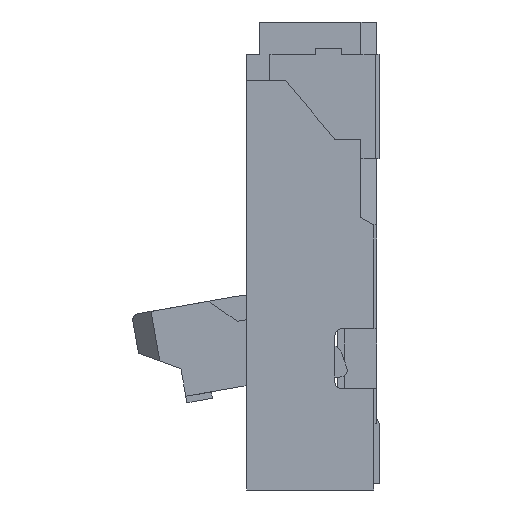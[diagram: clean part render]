
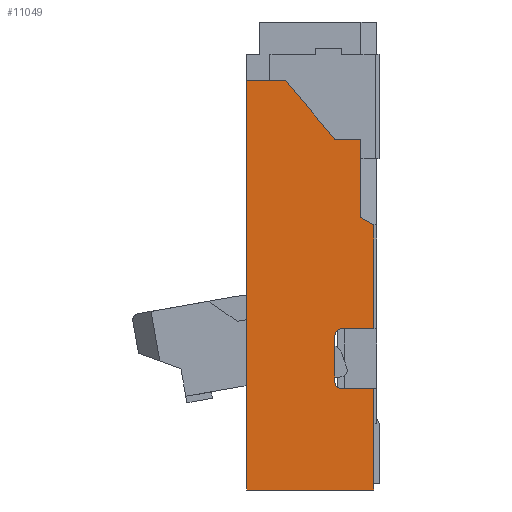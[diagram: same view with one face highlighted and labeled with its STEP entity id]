
A CAD part, left-side view. The second image highlights one B-rep face of the part: STEP entity #11049.
In plain terms, the highlighted planar face has unit normal (-1, 0, 0).
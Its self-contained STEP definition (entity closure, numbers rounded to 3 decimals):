
#1760=DIRECTION('',(0.,-0.643,-0.766));
#1761=VECTOR('',#1760,0.591);
#1762=CARTESIAN_POINT('',(-2.85,0.7,-0.45));
#1763=LINE('',#1762,#1761);
#1764=DIRECTION('',(0.,-1.,0.));
#1765=VECTOR('',#1764,0.2);
#1766=CARTESIAN_POINT('',(-2.85,0.32,-0.903));
#1767=LINE('',#1766,#1765);
#1768=DIRECTION('',(0.,0.,-1.));
#1769=VECTOR('',#1768,0.6);
#1770=CARTESIAN_POINT('',(-2.85,0.12,-0.903));
#1771=LINE('',#1770,#1769);
#1772=DIRECTION('',(0.,-0.866,-0.5));
#1773=VECTOR('',#1772,0.115);
#1774=CARTESIAN_POINT('',(-2.85,0.12,-1.503));
#1775=LINE('',#1774,#1773);
#1776=DIRECTION('',(0.,0.,-1.));
#1777=VECTOR('',#1776,0.799);
#1778=CARTESIAN_POINT('',(-2.85,0.02,-1.561));
#1779=LINE('',#1778,#1777);
#1780=DIRECTION('',(0.,1.,0.));
#1781=VECTOR('',#1780,0.25);
#1782=CARTESIAN_POINT('',(-2.85,0.02,-2.36));
#1783=LINE('',#1782,#1781);
#1784=CARTESIAN_POINT('',(-2.85,0.27,-2.41));
#1785=DIRECTION('',(-1.,0.,0.));
#1786=DIRECTION('',(0.,0.,1.));
#1787=AXIS2_PLACEMENT_3D('',#1784,#1785,#1786);
#1789=DIRECTION('',(0.,0.,-1.));
#1790=VECTOR('',#1789,0.36);
#1791=CARTESIAN_POINT('',(-2.85,0.32,-2.41));
#1792=LINE('',#1791,#1790);
#1793=CARTESIAN_POINT('',(-2.85,0.27,-2.77));
#1794=DIRECTION('',(-1.,0.,0.));
#1795=DIRECTION('',(0.,1.,0.));
#1796=AXIS2_PLACEMENT_3D('',#1793,#1794,#1795);
#1798=DIRECTION('',(0.,-1.,0.));
#1799=VECTOR('',#1798,0.25);
#1800=CARTESIAN_POINT('',(-2.85,0.27,-2.82));
#1801=LINE('',#1800,#1799);
#1802=DIRECTION('',(0.,0.,1.));
#1803=VECTOR('',#1802,0.78);
#1804=CARTESIAN_POINT('',(-2.85,0.02,-3.6));
#1805=LINE('',#1804,#1803);
#1806=DIRECTION('',(0.,1.,0.));
#1807=VECTOR('',#1806,0.98);
#1808=CARTESIAN_POINT('',(-2.85,0.02,-3.6));
#1809=LINE('',#1808,#1807);
#1810=DIRECTION('',(0.,0.,1.));
#1811=VECTOR('',#1810,3.15);
#1812=CARTESIAN_POINT('',(-2.85,1.,-3.6));
#1813=LINE('',#1812,#1811);
#1814=DIRECTION('',(0.,-1.,0.));
#1815=VECTOR('',#1814,0.3);
#1816=CARTESIAN_POINT('',(-2.85,1.,-0.45));
#1817=LINE('',#1816,#1815);
#6873=CARTESIAN_POINT('',(-2.85,0.7,-0.45));
#6874=CARTESIAN_POINT('',(-2.85,0.32,-0.903));
#6875=VERTEX_POINT('',#6873);
#6876=VERTEX_POINT('',#6874);
#6877=CARTESIAN_POINT('',(-2.85,0.12,-0.903));
#6878=VERTEX_POINT('',#6877);
#6879=CARTESIAN_POINT('',(-2.85,0.12,-1.503));
#6880=VERTEX_POINT('',#6879);
#6881=CARTESIAN_POINT('',(-2.85,0.02,-1.561));
#6882=VERTEX_POINT('',#6881);
#6883=CARTESIAN_POINT('',(-2.85,0.02,-2.36));
#6884=VERTEX_POINT('',#6883);
#6885=CARTESIAN_POINT('',(-2.85,0.27,-2.36));
#6886=VERTEX_POINT('',#6885);
#6887=CARTESIAN_POINT('',(-2.85,0.32,-2.41));
#6888=VERTEX_POINT('',#6887);
#6889=CARTESIAN_POINT('',(-2.85,0.32,-2.77));
#6890=VERTEX_POINT('',#6889);
#6891=CARTESIAN_POINT('',(-2.85,0.27,-2.82));
#6892=VERTEX_POINT('',#6891);
#6893=CARTESIAN_POINT('',(-2.85,0.02,-2.82));
#6894=VERTEX_POINT('',#6893);
#6895=CARTESIAN_POINT('',(-2.85,0.02,-3.6));
#6896=VERTEX_POINT('',#6895);
#6897=CARTESIAN_POINT('',(-2.85,1.,-0.45));
#6898=VERTEX_POINT('',#6897);
#6907=CARTESIAN_POINT('',(-2.85,1.,-3.6));
#6908=VERTEX_POINT('',#6907);
#11022=CARTESIAN_POINT('',(-2.85,0.,0.));
#11023=DIRECTION('',(1.,0.,0.));
#11024=DIRECTION('',(0.,0.,-1.));
#11025=AXIS2_PLACEMENT_3D('',#11022,#11023,#11024);
#11026=PLANE('',#11025);
#11028=ORIENTED_EDGE('',*,*,#11027,.T.);
#11030=ORIENTED_EDGE('',*,*,#11029,.T.);
#11032=ORIENTED_EDGE('',*,*,#11031,.T.);
#11034=ORIENTED_EDGE('',*,*,#11033,.T.);
#11035=ORIENTED_EDGE('',*,*,#10813,.T.);
#11036=ORIENTED_EDGE('',*,*,#10893,.T.);
#11037=ORIENTED_EDGE('',*,*,#11003,.T.);
#11038=ORIENTED_EDGE('',*,*,#11016,.T.);
#11039=ORIENTED_EDGE('',*,*,#10967,.T.);
#11040=ORIENTED_EDGE('',*,*,#10954,.T.);
#11041=ORIENTED_EDGE('',*,*,#10850,.F.);
#11043=ORIENTED_EDGE('',*,*,#11042,.T.);
#11045=ORIENTED_EDGE('',*,*,#11044,.T.);
#11046=ORIENTED_EDGE('',*,*,#10453,.T.);
#11047=EDGE_LOOP('',(#11028,#11030,#11032,#11034,#11035,#11036,#11037,#11038,
#11039,#11040,#11041,#11043,#11045,#11046));
#11048=FACE_OUTER_BOUND('',#11047,.F.);
#11049=ADVANCED_FACE('',(#11048),#11026,.F.);
#1788=CIRCLE('',#1787,0.05);
#1797=CIRCLE('',#1796,0.05);
#10453=EDGE_CURVE('',#6898,#6875,#1817,.T.);
#10813=EDGE_CURVE('',#6882,#6884,#1779,.T.);
#10850=EDGE_CURVE('',#6896,#6894,#1805,.T.);
#10893=EDGE_CURVE('',#6884,#6886,#1783,.T.);
#10954=EDGE_CURVE('',#6892,#6894,#1801,.T.);
#10967=EDGE_CURVE('',#6890,#6892,#1797,.T.);
#11003=EDGE_CURVE('',#6886,#6888,#1788,.T.);
#11016=EDGE_CURVE('',#6888,#6890,#1792,.T.);
#11027=EDGE_CURVE('',#6875,#6876,#1763,.T.);
#11029=EDGE_CURVE('',#6876,#6878,#1767,.T.);
#11031=EDGE_CURVE('',#6878,#6880,#1771,.T.);
#11033=EDGE_CURVE('',#6880,#6882,#1775,.T.);
#11042=EDGE_CURVE('',#6896,#6908,#1809,.T.);
#11044=EDGE_CURVE('',#6908,#6898,#1813,.T.);
